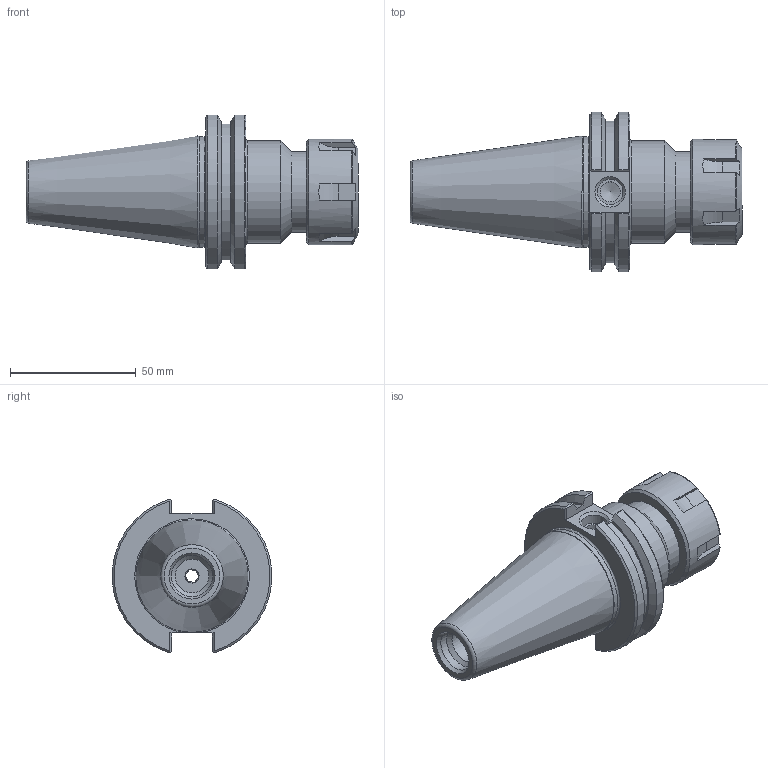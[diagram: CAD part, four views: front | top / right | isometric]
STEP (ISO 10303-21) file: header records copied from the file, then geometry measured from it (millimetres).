
FILE_DESCRIPTION((''),'2;1');
FILE_NAME('C40-25ER2.stp','2014-07-25T10:49:23',('kaykin'),(''),'Autodesk Inventor 2012','Autodesk Inventor 2012','');
FILE_SCHEMA(('AUTOMOTIVE_DESIGN { 1 0 10303 214 1 1 1 1 }'));
Length unit declared in the file: inch
Products named in the file (4): C40-25ER2; C40-25ER2-1; 25ERN; BS-11
Assembly tree (3 placements, depth 2):
  C40-25ER2
    C40-25ER2-1
    25ERN
    BS-11
Bounding box: 131.76 x 63.26 x 61.05 mm (x, y, z)
Volume: 136625.2 mm3; surface area: 33714 mm2
Topology: 3 solids, 3 shells, 143 faces, 373 edges, 241 vertices
Faces by surface type: plane 67, cylinder 35, cone 32, torus 9
Full cylindrical faces by diameter (mm): 7.112 x1, 8 x1, 10.046 x1, 13.386 x1, 15.113 x2, 15.748 x1, 16.459 x1, 17.297 x1, 18.034 x1, 20.18 x1, 26.86 x1, 30.5 x1, 32 x1, 32.88 x1, 40.513 x1, 42 x1, 43.942 x1
Entity records: 4273 total; most frequent: CARTESIAN_POINT 979, DIRECTION 639, ORIENTED_EDGE 638, EDGE_CURVE 319, AXIS2_PLACEMENT_3D 257, VERTEX_POINT 232, EDGE_LOOP 199, FACE_OUTER_BOUND 143
